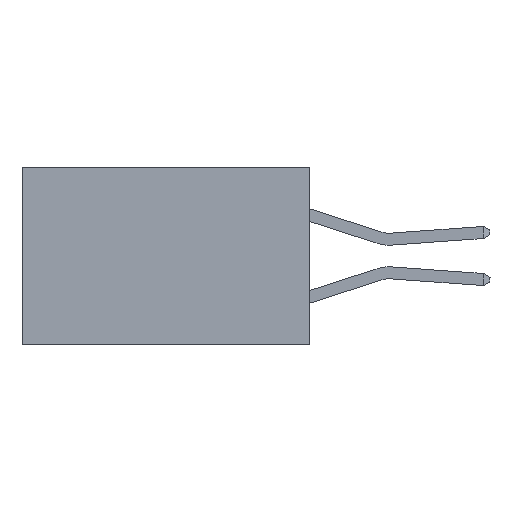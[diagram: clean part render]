
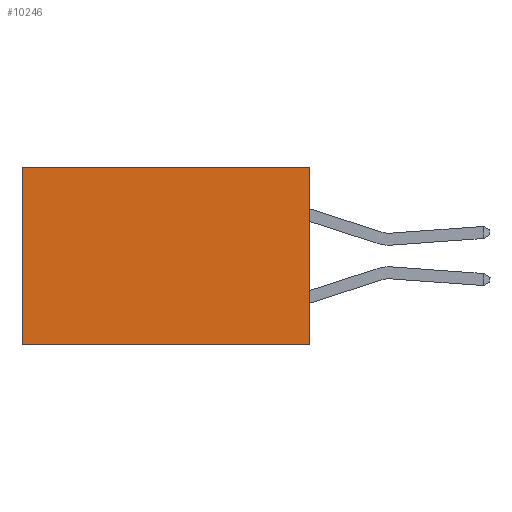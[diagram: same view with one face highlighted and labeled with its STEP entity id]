
A CAD part, left-side view. The second image highlights one B-rep face of the part: STEP entity #10246.
In plain terms, the highlighted planar face has unit normal (-1, 0, 0).
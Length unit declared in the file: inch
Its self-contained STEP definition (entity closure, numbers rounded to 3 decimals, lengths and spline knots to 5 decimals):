
#243 = FACE_OUTER_BOUND ( 'NONE', #15667, .T. ) ;
#1026 = LINE ( 'NONE', #16077, #14283 ) ;
#2135 = VERTEX_POINT ( 'NONE', #3311 ) ;
#2231 = DIRECTION ( 'NONE',  ( 0., 1., 0. ) ) ;
#2521 = CARTESIAN_POINT ( 'NONE',  ( 0.2615, 0., 0. ) ) ;
#2946 = ORIENTED_EDGE ( 'NONE', *, *, #5376, .F. ) ;
#3120 = CARTESIAN_POINT ( 'NONE',  ( 0.2615, 0., -0.37 ) ) ;
#3311 = CARTESIAN_POINT ( 'NONE',  ( 0.2615, 0., 0. ) ) ;
#3374 = LINE ( 'NONE', #13285, #6357 ) ;
#4501 = EDGE_CURVE ( 'NONE', #2135, #13632, #15780, .T. ) ;
#5376 = EDGE_CURVE ( 'NONE', #10128, #11983, #3374, .T. ) ;
#5674 = DIRECTION ( 'NONE',  ( 1., 0., 0. ) ) ;
#6032 = ORIENTED_EDGE ( 'NONE', *, *, #4501, .T. ) ;
#6357 = VECTOR ( 'NONE', #13026, 39.37008 ) ;
#7546 = CARTESIAN_POINT ( 'NONE',  ( 0.2615, 0.6, 0. ) ) ;
#8206 = PLANE ( 'NONE',  #15040 ) ;
#8622 = DIRECTION ( 'NONE',  ( 0., 0., -1. ) ) ;
#8772 = VECTOR ( 'NONE', #2231, 39.37008 ) ;
#9231 = CARTESIAN_POINT ( 'NONE',  ( 0.2615, 0., -0.37 ) ) ;
#10054 = VECTOR ( 'NONE', #13267, 39.37008 ) ;
#10128 = VERTEX_POINT ( 'NONE', #9231 ) ;
#10246 = ADVANCED_FACE ( 'NONE', ( #243 ), #8206, .F. ) ;
#11375 = EDGE_CURVE ( 'NONE', #2135, #10128, #16215, .T. ) ;
#11983 = VERTEX_POINT ( 'NONE', #15641 ) ;
#12089 = CARTESIAN_POINT ( 'NONE',  ( 0.2615, 0., -0.37 ) ) ;
#13026 = DIRECTION ( 'NONE',  ( 0., 1., 0. ) ) ;
#13096 = ORIENTED_EDGE ( 'NONE', *, *, #11375, .F. ) ;
#13267 = DIRECTION ( 'NONE',  ( 0., 0., -1. ) ) ;
#13285 = CARTESIAN_POINT ( 'NONE',  ( 0.2615, 0., -0.37 ) ) ;
#13467 = EDGE_CURVE ( 'NONE', #13632, #11983, #1026, .T. ) ;
#13516 = ORIENTED_EDGE ( 'NONE', *, *, #13467, .T. ) ;
#13632 = VERTEX_POINT ( 'NONE', #7546 ) ;
#14283 = VECTOR ( 'NONE', #8622, 39.37008 ) ;
#14544 = DIRECTION ( 'NONE',  ( 0., 0., -1. ) ) ;
#15040 = AXIS2_PLACEMENT_3D ( 'NONE', #3120, #5674, #14544 ) ;
#15641 = CARTESIAN_POINT ( 'NONE',  ( 0.2615, 0.6, -0.37 ) ) ;
#15667 = EDGE_LOOP ( 'NONE', ( #13516, #2946, #13096, #6032 ) ) ;
#15780 = LINE ( 'NONE', #2521, #8772 ) ;
#16077 = CARTESIAN_POINT ( 'NONE',  ( 0.2615, 0.6, -0.37 ) ) ;
#16215 = LINE ( 'NONE', #12089, #10054 ) ;
